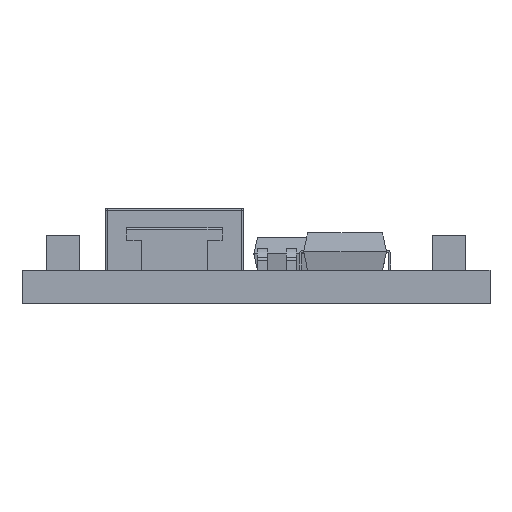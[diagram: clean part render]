
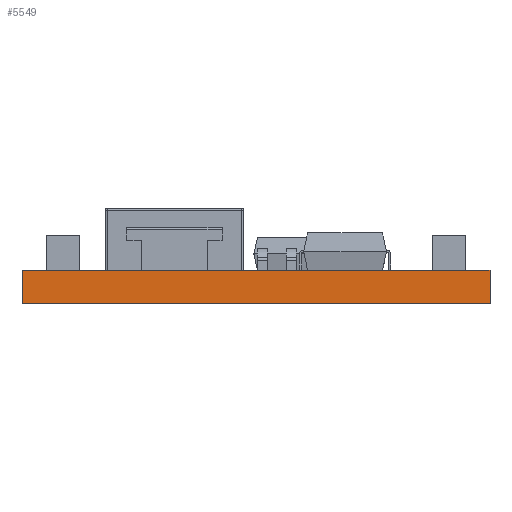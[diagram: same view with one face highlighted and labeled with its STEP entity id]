
A CAD part, top view. The second image highlights one B-rep face of the part: STEP entity #5549.
In plain terms, the highlighted planar face has unit normal (0, 0, 1).
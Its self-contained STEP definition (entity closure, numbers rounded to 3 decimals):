
#91 = VERTEX_POINT ( 'NONE', #5821 ) ;
#413 = CARTESIAN_POINT ( 'NONE',  ( 11.3, 1.6, 8.55 ) ) ;
#740 = LINE ( 'NONE', #6216, #10110 ) ;
#1270 = DIRECTION ( 'NONE',  ( 1., 0., 0. ) ) ;
#1381 = LINE ( 'NONE', #7191, #9198 ) ;
#1917 = CARTESIAN_POINT ( 'NONE',  ( -11.3, 1.6, 8.55 ) ) ;
#1968 = DIRECTION ( 'NONE',  ( -1., 0., 0. ) ) ;
#2803 = VECTOR ( 'NONE', #10079, 1000. ) ;
#3599 = ORIENTED_EDGE ( 'NONE', *, *, #5744, .F. ) ;
#4080 = CARTESIAN_POINT ( 'NONE',  ( -11.3, 0., 8.55 ) ) ;
#4097 = LINE ( 'NONE', #4080, #11612 ) ;
#4888 = PLANE ( 'NONE',  #9474 ) ;
#5435 = EDGE_CURVE ( 'NONE', #91, #6221, #6780, .T. ) ;
#5549 = ADVANCED_FACE ( 'NONE', ( #12683 ), #4888, .F. ) ;
#5744 = EDGE_CURVE ( 'NONE', #6221, #10207, #740, .T. ) ;
#5821 = CARTESIAN_POINT ( 'NONE',  ( -11.3, 0., 8.55 ) ) ;
#6216 = CARTESIAN_POINT ( 'NONE',  ( 0., 1.6, 8.55 ) ) ;
#6221 = VERTEX_POINT ( 'NONE', #10644 ) ;
#6253 = ORIENTED_EDGE ( 'NONE', *, *, #11564, .T. ) ;
#6280 = ORIENTED_EDGE ( 'NONE', *, *, #5435, .F. ) ;
#6298 = DIRECTION ( 'NONE',  ( 0., 0., -1. ) ) ;
#6780 = LINE ( 'NONE', #1917, #2803 ) ;
#7191 = CARTESIAN_POINT ( 'NONE',  ( 11.3, 1.6, 8.55 ) ) ;
#7237 = DIRECTION ( 'NONE',  ( 0., 1., 0. ) ) ;
#7954 = CARTESIAN_POINT ( 'NONE',  ( -11.3, 1.6, 8.55 ) ) ;
#8274 = DIRECTION ( 'NONE',  ( -1., 0., 0. ) ) ;
#9198 = VECTOR ( 'NONE', #7237, 1000. ) ;
#9474 = AXIS2_PLACEMENT_3D ( 'NONE', #7954, #6298, #8274 ) ;
#10079 = DIRECTION ( 'NONE',  ( 0., 1., 0. ) ) ;
#10110 = VECTOR ( 'NONE', #1270, 1000. ) ;
#10207 = VERTEX_POINT ( 'NONE', #413 ) ;
#10644 = CARTESIAN_POINT ( 'NONE',  ( -11.3, 1.6, 8.55 ) ) ;
#11108 = EDGE_CURVE ( 'NONE', #11946, #91, #4097, .T. ) ;
#11564 = EDGE_CURVE ( 'NONE', #11946, #10207, #1381, .T. ) ;
#11612 = VECTOR ( 'NONE', #1968, 1000. ) ;
#11943 = ORIENTED_EDGE ( 'NONE', *, *, #11108, .F. ) ;
#11946 = VERTEX_POINT ( 'NONE', #12357 ) ;
#12172 = EDGE_LOOP ( 'NONE', ( #6253, #3599, #6280, #11943 ) ) ;
#12357 = CARTESIAN_POINT ( 'NONE',  ( 11.3, 0., 8.55 ) ) ;
#12683 = FACE_OUTER_BOUND ( 'NONE', #12172, .T. ) ;
